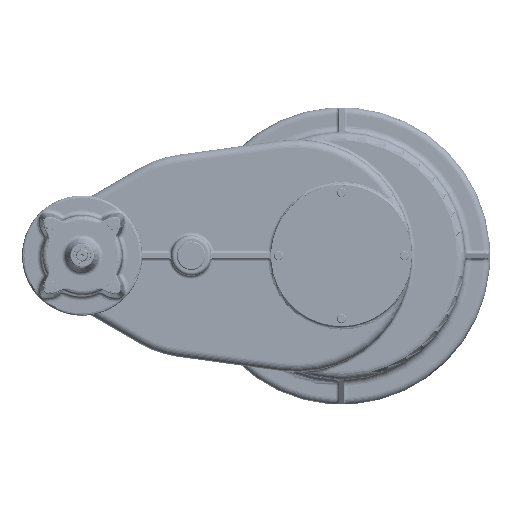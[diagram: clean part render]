
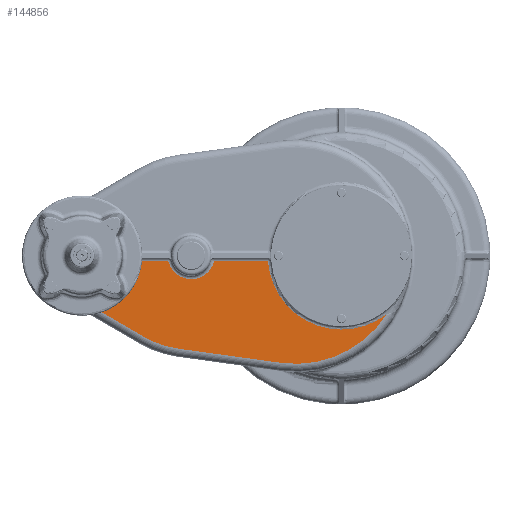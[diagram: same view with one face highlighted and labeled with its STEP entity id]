
A CAD part, top view. The second image highlights one B-rep face of the part: STEP entity #144856.
In plain terms, the highlighted planar face has unit normal (0, 0, 1).
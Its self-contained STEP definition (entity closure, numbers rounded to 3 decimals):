
#6909=LINE('',#231033,#16393);
#6911=LINE('',#231041,#16395);
#6912=LINE('',#231045,#16396);
#6954=LINE('',#231227,#16438);
#6955=LINE('',#231231,#16439);
#6956=LINE('',#231233,#16440);
#16393=VECTOR('',#178963,1000.);
#16395=VECTOR('',#178971,1000.);
#16396=VECTOR('',#178978,1000.);
#16438=VECTOR('',#179182,1000.);
#16439=VECTOR('',#179185,1000.);
#16440=VECTOR('',#179186,1000.);
#39687=ORIENTED_EDGE('',*,*,#79249,.T.);
#39688=ORIENTED_EDGE('',*,*,#79248,.T.);
#39689=ORIENTED_EDGE('',*,*,#79247,.T.);
#39690=ORIENTED_EDGE('',*,*,#79246,.T.);
#39691=ORIENTED_EDGE('',*,*,#79332,.T.);
#39692=ORIENTED_EDGE('',*,*,#79333,.T.);
#39693=ORIENTED_EDGE('',*,*,#79334,.T.);
#39694=ORIENTED_EDGE('',*,*,#79335,.T.);
#39695=ORIENTED_EDGE('',*,*,#79250,.T.);
#39696=ORIENTED_EDGE('',*,*,#79242,.T.);
#39697=ORIENTED_EDGE('',*,*,#79240,.T.);
#79240=EDGE_CURVE('',#100050,#99971,#112717,.F.);
#79242=EDGE_CURVE('',#100051,#100050,#6909,.F.);
#79246=EDGE_CURVE('',#99967,#100053,#6911,.F.);
#79247=EDGE_CURVE('',#99969,#99967,#112721,.T.);
#79248=EDGE_CURVE('',#99973,#99969,#6912,.F.);
#79249=EDGE_CURVE('',#99971,#99973,#112722,.T.);
#79250=EDGE_CURVE('',#100054,#100051,#112723,.F.);
#79332=EDGE_CURVE('',#100053,#100101,#6954,.T.);
#79333=EDGE_CURVE('',#100101,#100102,#112761,.T.);
#79334=EDGE_CURVE('',#100102,#100103,#6955,.T.);
#79335=EDGE_CURVE('',#100103,#100054,#6956,.F.);
#99967=VERTEX_POINT('',#230427);
#99969=VERTEX_POINT('',#230438);
#99971=VERTEX_POINT('',#230506);
#99973=VERTEX_POINT('',#230533);
#100050=VERTEX_POINT('',#231030);
#100051=VERTEX_POINT('',#231034);
#100053=VERTEX_POINT('',#231040);
#100054=VERTEX_POINT('',#231050);
#100101=VERTEX_POINT('',#231228);
#100102=VERTEX_POINT('',#231230);
#100103=VERTEX_POINT('',#231232);
#112717=CIRCLE('',#155093,189.);
#112721=CIRCLE('',#155100,41.);
#112722=CIRCLE('',#155103,129.1);
#112723=CIRCLE('',#155105,164.);
#112761=CIRCLE('',#155183,24.);
#122198=EDGE_LOOP('',(#39687,#39688,#39689,#39690,#39691,#39692,#39693,
#39694,#39695,#39696,#39697));
#131657=FACE_BOUND('',#122198,.T.);
#139766=PLANE('',#155182);
#144856=ADVANCED_FACE('',(#131657),#139766,.F.);
#155093=AXIS2_PLACEMENT_3D('',#231029,#178957,#178958);
#155100=AXIS2_PLACEMENT_3D('',#231043,#178974,#178975);
#155103=AXIS2_PLACEMENT_3D('',#231047,#178981,#178982);
#155105=AXIS2_PLACEMENT_3D('',#231049,#178985,#178986);
#155182=AXIS2_PLACEMENT_3D('',#231226,#179180,#179181);
#155183=AXIS2_PLACEMENT_3D('',#231229,#179183,#179184);
#178957=DIRECTION('',(0.,0.,-1.));
#178958=DIRECTION('',(-1.,0.,0.));
#178963=DIRECTION('',(-0.991,0.137,0.));
#178971=DIRECTION('',(1.,0.,0.));
#178974=DIRECTION('',(0.,0.,-1.));
#178975=DIRECTION('',(-1.,0.,0.));
#178978=DIRECTION('',(1.,0.,0.));
#178981=DIRECTION('',(0.,0.,-1.));
#178982=DIRECTION('',(-1.,0.,0.));
#178985=DIRECTION('',(0.,0.,-1.));
#178986=DIRECTION('',(-1.,0.,0.));
#179180=DIRECTION('',(0.,0.,-1.));
#179181=DIRECTION('',(-1.,0.,0.));
#179182=DIRECTION('',(0.,-1.,0.));
#179183=DIRECTION('',(0.,0.,-1.));
#179184=DIRECTION('',(-1.,0.,0.));
#179185=DIRECTION('',(-1.,0.,0.));
#179186=DIRECTION('',(-0.864,0.503,0.));
#230427=CARTESIAN_POINT('',(-302.562,-10.,274.));
#230438=CARTESIAN_POINT('',(-223.038,-10.,274.));
#230506=CARTESIAN_POINT('',(79.089,-102.038,274.));
#230533=CARTESIAN_POINT('',(-128.712,-10.,274.));
#231029=CARTESIAN_POINT('',(-80.,0.,274.));
#231030=CARTESIAN_POINT('',(-105.848,-187.224,274.));
#231033=CARTESIAN_POINT('',(-105.848,-187.224,274.));
#231034=CARTESIAN_POINT('',(-285.229,-162.459,274.));
#231040=CARTESIAN_POINT('',(-375.1,-10.,274.));
#231041=CARTESIAN_POINT('',(-375.1,-10.,274.));
#231043=CARTESIAN_POINT('',(-262.8,0.,274.));
#231045=CARTESIAN_POINT('',(-223.038,-10.,274.));
#231047=CARTESIAN_POINT('',(0.,0.,274.));
#231049=CARTESIAN_POINT('',(-262.8,0.,274.));
#231050=CARTESIAN_POINT('',(-345.316,-141.729,274.));
#231226=CARTESIAN_POINT('',(-453.6,0.,274.));
#231227=CARTESIAN_POINT('',(-375.1,0.,274.));
#231228=CARTESIAN_POINT('',(-375.1,-54.5,274.));
#231229=CARTESIAN_POINT('',(-399.1,-54.5,274.));
#231230=CARTESIAN_POINT('',(-399.1,-78.5,274.));
#231231=CARTESIAN_POINT('',(-453.6,-78.5,274.));
#231232=CARTESIAN_POINT('',(-453.918,-78.5,274.));
#231233=CARTESIAN_POINT('',(-345.316,-141.729,274.));
